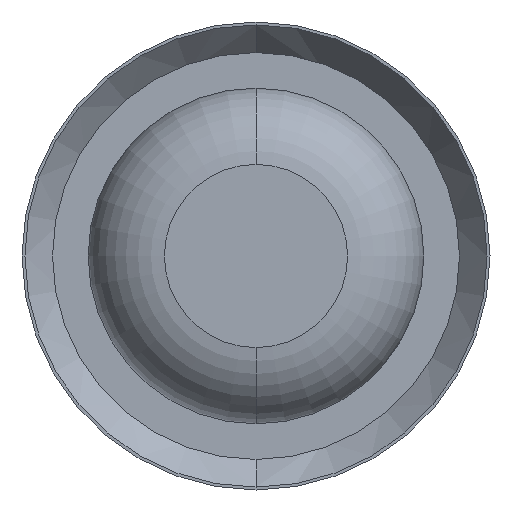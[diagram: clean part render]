
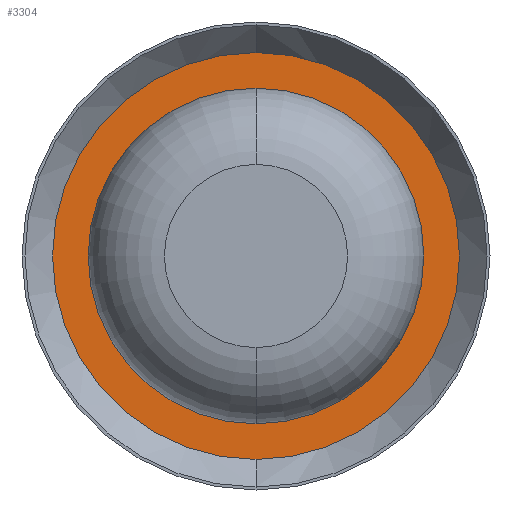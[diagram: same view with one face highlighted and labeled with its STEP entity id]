
A CAD part, front view. The second image highlights one B-rep face of the part: STEP entity #3304.
In plain terms, the highlighted planar face has unit normal (0, -1, 0).
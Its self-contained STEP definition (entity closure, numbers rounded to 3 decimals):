
#13 = ORIENTED_EDGE ( 'NONE', *, *, #2602, .F. ) ;
#37 = CARTESIAN_POINT ( 'NONE',  ( 0., -2., 0. ) ) ;
#183 = CIRCLE ( 'NONE', #203, 0.825 ) ;
#185 = VERTEX_POINT ( 'NONE', #765 ) ;
#203 = AXIS2_PLACEMENT_3D ( 'NONE', #37, #904, #1712 ) ;
#381 = FACE_BOUND ( 'NONE', #2124, .T. ) ;
#405 = VERTEX_POINT ( 'NONE', #609 ) ;
#591 = EDGE_CURVE ( 'Defeature ausgef�hrt1_3+Defeature ausgef�hrt1_1+Defeature ausgef�hrt1_1+Defeature ausgef�hrt1_1', #1287, #405, #860, .T. ) ;
#603 = CARTESIAN_POINT ( 'NONE',  ( 0., -2., 0. ) ) ;
#609 = CARTESIAN_POINT ( 'NONE',  ( 0., -2., -0.825 ) ) ;
#734 = DIRECTION ( 'NONE',  ( 0., 1., 0. ) ) ;
#765 = CARTESIAN_POINT ( 'NONE',  ( 0., -2., 1. ) ) ;
#860 = CIRCLE ( 'NONE', #3099, 0.825 ) ;
#898 = CARTESIAN_POINT ( 'NONE',  ( 0., -2., 0. ) ) ;
#904 = DIRECTION ( 'NONE',  ( 0., 1., 0. ) ) ;
#1075 = FACE_OUTER_BOUND ( 'NONE', #2119, .T. ) ;
#1112 = AXIS2_PLACEMENT_3D ( 'NONE', #2686, #1621, #3201 ) ;
#1157 = AXIS2_PLACEMENT_3D ( 'NONE', #603, #3254, #2728 ) ;
#1236 = CARTESIAN_POINT ( 'NONE',  ( 0., -2., -1. ) ) ;
#1281 = ORIENTED_EDGE ( 'NONE', *, *, #3126, .F. ) ;
#1287 = VERTEX_POINT ( 'NONE', #1558 ) ;
#1323 = ORIENTED_EDGE ( 'NONE', *, *, #591, .T. ) ;
#1558 = CARTESIAN_POINT ( 'NONE',  ( 0., -2., 0.825 ) ) ;
#1621 = DIRECTION ( 'NONE',  ( 0., 1., 0. ) ) ;
#1684 = AXIS2_PLACEMENT_3D ( 'NONE', #2570, #734, #3350 ) ;
#1712 = DIRECTION ( 'NONE',  ( 0., 0., 1. ) ) ;
#1731 = CIRCLE ( 'NONE', #1157, 1. ) ;
#1793 = PLANE ( 'NONE',  #1684 ) ;
#2119 = EDGE_LOOP ( 'NONE', ( #13, #1281 ) ) ;
#2124 = EDGE_LOOP ( 'NONE', ( #1323, #2245 ) ) ;
#2245 = ORIENTED_EDGE ( 'NONE', *, *, #2664, .T. ) ;
#2385 = VERTEX_POINT ( 'NONE', #1236 ) ;
#2570 = CARTESIAN_POINT ( 'NONE',  ( 1., -2., 0. ) ) ;
#2602 = EDGE_CURVE ( 'Defeature ausgef�hrt1_4+Defeature ausgef�hrt1_3+Defeature ausgef�hrt1_3+Defeature ausgef�hrt1_3', #185, #2385, #3022, .T. ) ;
#2664 = EDGE_CURVE ( 'Defeature ausgef�hrt1_3+Defeature ausgef�hrt1_1+Defeature ausgef�hrt1_1+Defeature ausgef�hrt1_1', #405, #1287, #183, .T. ) ;
#2686 = CARTESIAN_POINT ( 'NONE',  ( 0., -2., 0. ) ) ;
#2728 = DIRECTION ( 'NONE',  ( 0., 0., 1. ) ) ;
#2734 = DIRECTION ( 'NONE',  ( 0., 0., 1. ) ) ;
#3022 = CIRCLE ( 'NONE', #1112, 1. ) ;
#3099 = AXIS2_PLACEMENT_3D ( 'NONE', #898, #3249, #2734 ) ;
#3126 = EDGE_CURVE ( 'Defeature ausgef�hrt1_4+Defeature ausgef�hrt1_3+Defeature ausgef�hrt1_3+Defeature ausgef�hrt1_3', #2385, #185, #1731, .T. ) ;
#3201 = DIRECTION ( 'NONE',  ( 0., 0., 1. ) ) ;
#3249 = DIRECTION ( 'NONE',  ( 0., 1., 0. ) ) ;
#3254 = DIRECTION ( 'NONE',  ( 0., 1., 0. ) ) ;
#3304 = ADVANCED_FACE ( 'Defeature ausgef�hrt1_3', ( #1075, #381 ), #1793, .F. ) ;
#3350 = DIRECTION ( 'NONE',  ( 0., 0., 1. ) ) ;
